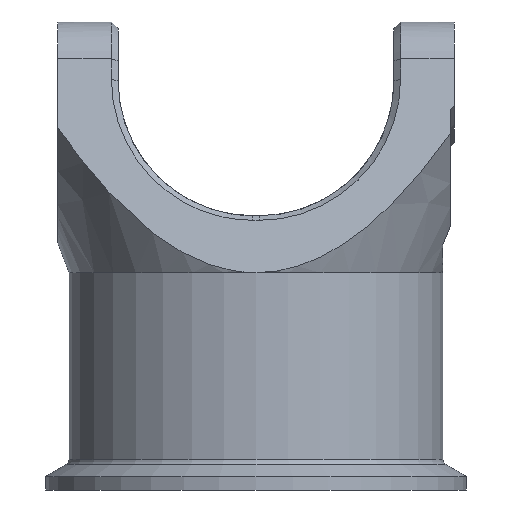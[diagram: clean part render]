
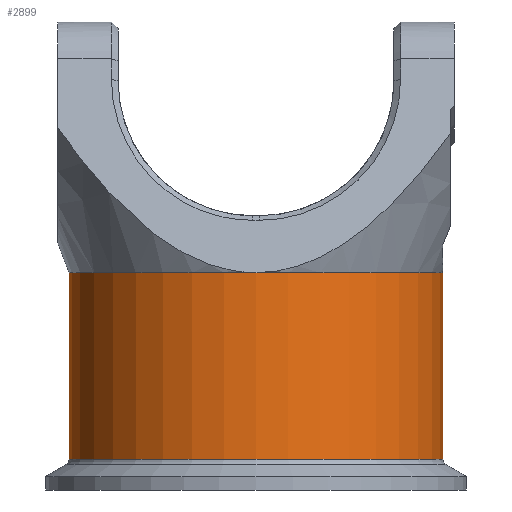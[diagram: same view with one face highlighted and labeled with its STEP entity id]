
A CAD part, left-side view. The second image highlights one B-rep face of the part: STEP entity #2899.
In plain terms, the highlighted cylindrical face has radius 13.9 mm (diameter 27.8 mm), a partial arc.
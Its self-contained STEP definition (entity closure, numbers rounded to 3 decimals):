
#236=CARTESIAN_POINT('',(0.,0.,14.76));
#237=DIRECTION('',(0.,0.,-1.));
#238=DIRECTION('',(0.,-1.,0.));
#239=AXIS2_PLACEMENT_3D('',#236,#237,#238);
#241=DIRECTION('',(0.,0.,-1.));
#242=VECTOR('',#241,13.861);
#243=CARTESIAN_POINT('',(0.,-13.9,14.76));
#244=LINE('',#243,#242);
#245=CARTESIAN_POINT('',(0.,0.,0.899));
#246=DIRECTION('',(0.,0.,1.));
#247=DIRECTION('',(0.,1.,0.));
#248=AXIS2_PLACEMENT_3D('',#245,#246,#247);
#250=DIRECTION('',(0.,0.,-1.));
#251=VECTOR('',#250,13.861);
#252=CARTESIAN_POINT('',(0.,13.9,14.76));
#253=LINE('',#252,#251);
#254=CARTESIAN_POINT('',(0.,0.,14.76));
#255=DIRECTION('',(0.,0.,-1.));
#256=DIRECTION('',(-1.,0.,0.));
#257=AXIS2_PLACEMENT_3D('',#254,#255,#256);
#1675=CARTESIAN_POINT('',(-13.9,0.,14.76));
#2308=VERTEX_POINT('',#1675);
#2498=CARTESIAN_POINT('',(0.,13.9,14.76));
#2499=VERTEX_POINT('',#2498);
#2512=CARTESIAN_POINT('',(0.,13.9,0.899));
#2513=CARTESIAN_POINT('',(0.,-13.9,0.899));
#2514=VERTEX_POINT('',#2512);
#2515=VERTEX_POINT('',#2513);
#2516=CARTESIAN_POINT('',(0.,-13.9,14.76));
#2517=VERTEX_POINT('',#2516);
#2883=CARTESIAN_POINT('',(0.,0.,-3.14));
#2884=DIRECTION('',(0.,0.,1.));
#2885=DIRECTION('',(0.,1.,0.));
#2886=AXIS2_PLACEMENT_3D('',#2883,#2884,#2885);
#2887=CYLINDRICAL_SURFACE('',#2886,13.9);
#2889=ORIENTED_EDGE('',*,*,#2888,.F.);
#2891=ORIENTED_EDGE('',*,*,#2890,.T.);
#2892=ORIENTED_EDGE('',*,*,#2865,.F.);
#2894=ORIENTED_EDGE('',*,*,#2893,.F.);
#2896=ORIENTED_EDGE('',*,*,#2895,.F.);
#2897=EDGE_LOOP('',(#2889,#2891,#2892,#2894,#2896));
#2898=FACE_OUTER_BOUND('',#2897,.F.);
#2899=ADVANCED_FACE('',(#2898),#2887,.T.);
#240=CIRCLE('',#239,13.9);
#249=CIRCLE('',#248,13.9);
#258=CIRCLE('',#257,13.9);
#2865=EDGE_CURVE('',#2514,#2515,#249,.T.);
#2888=EDGE_CURVE('',#2517,#2308,#240,.T.);
#2890=EDGE_CURVE('',#2517,#2515,#244,.T.);
#2893=EDGE_CURVE('',#2499,#2514,#253,.T.);
#2895=EDGE_CURVE('',#2308,#2499,#258,.T.);
